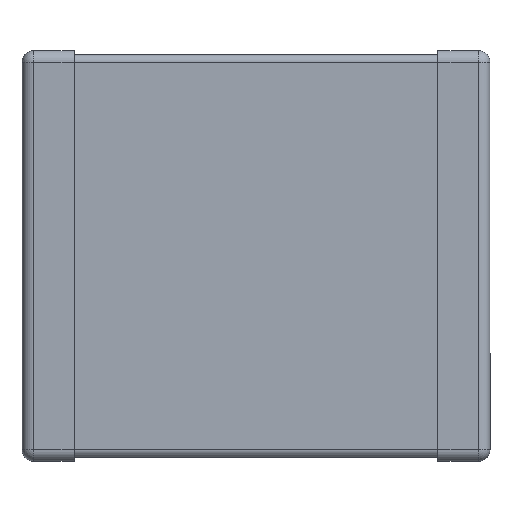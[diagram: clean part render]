
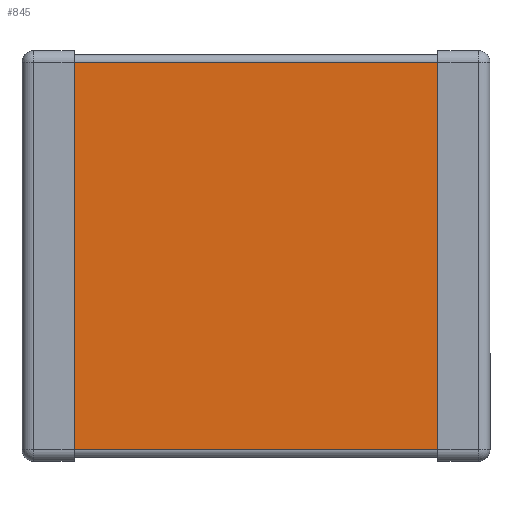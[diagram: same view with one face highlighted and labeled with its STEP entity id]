
A CAD part, front view. The second image highlights one B-rep face of the part: STEP entity #845.
In plain terms, the highlighted planar face has unit normal (0, -1, 0).
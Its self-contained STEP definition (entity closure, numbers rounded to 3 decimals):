
#40 = EDGE_LOOP ( 'NONE', ( #63, #1023, #765, #484 ) ) ;
#41 = VERTEX_POINT ( 'NONE', #996 ) ;
#63 = ORIENTED_EDGE ( 'NONE', *, *, #801, .F. ) ;
#68 = LINE ( 'NONE', #854, #1079 ) ;
#170 = DIRECTION ( 'NONE',  ( 0., 0., -1. ) ) ;
#186 = EDGE_CURVE ( 'NONE', #41, #890, #848, .T. ) ;
#224 = VECTOR ( 'NONE', #1199, 1000. ) ;
#273 = DIRECTION ( 'NONE',  ( 0., 1., 0. ) ) ;
#353 = DIRECTION ( 'NONE',  ( 0., 0., 1. ) ) ;
#372 = CARTESIAN_POINT ( 'NONE',  ( 500000., 0.048, -2.358 ) ) ;
#382 = EDGE_CURVE ( 'NONE', #873, #890, #799, .T. ) ;
#398 = VECTOR ( 'NONE', #540, 1000. ) ;
#484 = ORIENTED_EDGE ( 'NONE', *, *, #382, .F. ) ;
#540 = DIRECTION ( 'NONE',  ( 0., 0., -1. ) ) ;
#573 = CARTESIAN_POINT ( 'NONE',  ( -2.215, 0.048, -2.357 ) ) ;
#670 = PLANE ( 'NONE',  #972 ) ;
#688 = CARTESIAN_POINT ( 'NONE',  ( 2.215, 0.048, -2.357 ) ) ;
#691 = VECTOR ( 'NONE', #869, 1000. ) ;
#711 = CARTESIAN_POINT ( 'NONE',  ( 500000., 0.047, 2.357 ) ) ;
#765 = ORIENTED_EDGE ( 'NONE', *, *, #186, .T. ) ;
#799 = LINE ( 'NONE', #372, #691 ) ;
#801 = EDGE_CURVE ( 'NONE', #1200, #873, #68, .T. ) ;
#845 = ADVANCED_FACE ( 'NONE', ( #1135 ), #670, .F. ) ;
#848 = LINE ( 'NONE', #920, #398 ) ;
#854 = CARTESIAN_POINT ( 'NONE',  ( 2.215, 0.048, 2.357 ) ) ;
#868 = CARTESIAN_POINT ( 'NONE',  ( 500000., 0.048, 2.357 ) ) ;
#869 = DIRECTION ( 'NONE',  ( -1., 0., 0. ) ) ;
#873 = VERTEX_POINT ( 'NONE', #688 ) ;
#879 = LINE ( 'NONE', #711, #224 ) ;
#890 = VERTEX_POINT ( 'NONE', #573 ) ;
#920 = CARTESIAN_POINT ( 'NONE',  ( -2.215, 0.048, 2.357 ) ) ;
#972 = AXIS2_PLACEMENT_3D ( 'NONE', #868, #273, #353 ) ;
#996 = CARTESIAN_POINT ( 'NONE',  ( -2.215, 0.047, 2.357 ) ) ;
#1023 = ORIENTED_EDGE ( 'NONE', *, *, #1261, .T. ) ;
#1079 = VECTOR ( 'NONE', #170, 1000. ) ;
#1135 = FACE_OUTER_BOUND ( 'NONE', #40, .T. ) ;
#1146 = CARTESIAN_POINT ( 'NONE',  ( 2.215, 0.047, 2.357 ) ) ;
#1199 = DIRECTION ( 'NONE',  ( -1., 0., 0. ) ) ;
#1200 = VERTEX_POINT ( 'NONE', #1146 ) ;
#1261 = EDGE_CURVE ( 'NONE', #1200, #41, #879, .T. ) ;
